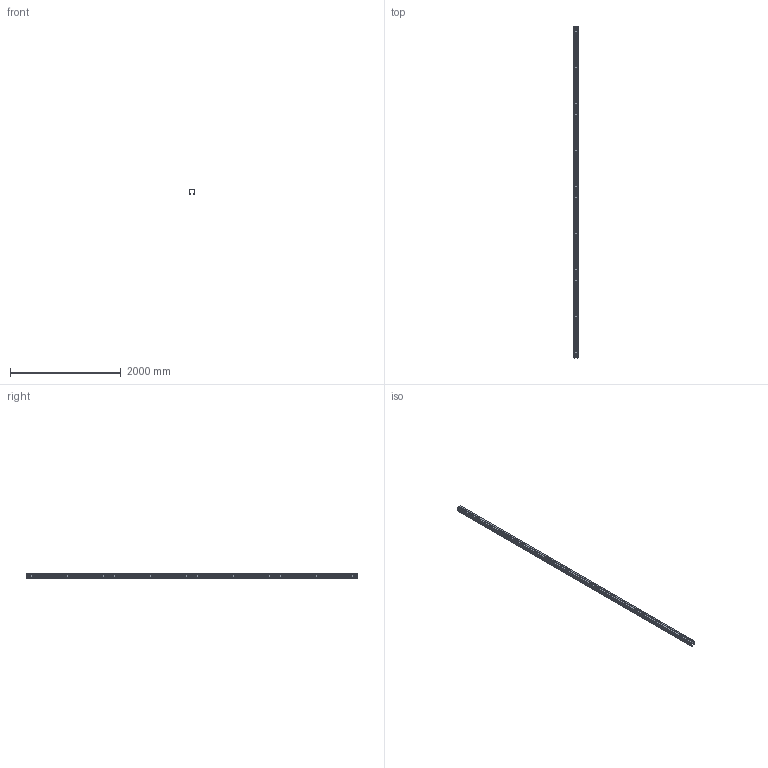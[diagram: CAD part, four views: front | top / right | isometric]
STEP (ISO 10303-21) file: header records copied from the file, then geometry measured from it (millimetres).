
FILE_DESCRIPTION((''),'2;1');
FILE_NAME('640861_PRT','2018-12-05T12:37:11',('tomasz.grudniewski'),(''),'CREO PARAMETRIC BY PTC INC, 2018260','CREO PARAMETRIC BY PTC INC, 2018260','');
FILE_SCHEMA(('CONFIG_CONTROL_DESIGN'));
Length unit declared in the file: millimetre
Products named in the file (1): 640861_PRT
Bounding box: 80 x 6000 x 80 mm (x, y, z)
Volume: 4110084.1 mm3; surface area: 2858381.4 mm2
Topology: 1 solids, 1 shells, 1494 faces, 4428 edges, 2936 vertices
Faces by surface type: plane 762, cylinder 732
Entity records: 51770 total; most frequent: DIRECTION 8880, CARTESIAN_POINT 8858, ORIENTED_EDGE 8856, EDGE_CURVE 4428, VECTOR 2964, LINE 2964, AXIS2_PLACEMENT_3D 2958, VERTEX_POINT 2936
